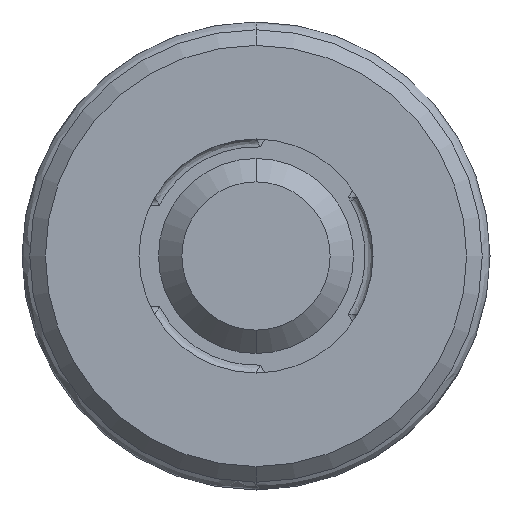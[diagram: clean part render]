
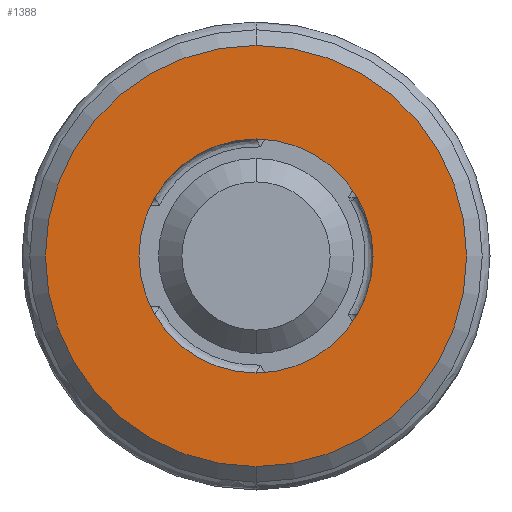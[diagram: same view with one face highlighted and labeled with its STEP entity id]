
A CAD part, front view. The second image highlights one B-rep face of the part: STEP entity #1388.
In plain terms, the highlighted planar face has unit normal (0, -1, 0).
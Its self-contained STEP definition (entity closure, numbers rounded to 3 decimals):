
#872 = VERTEX_POINT ( 'NONE', #2492 ) ;
#873 = VERTEX_POINT ( 'NONE', #2493 ) ;
#874 = VERTEX_POINT ( 'NONE', #2494 ) ;
#875 = VERTEX_POINT ( 'NONE', #2495 ) ;
#1366 = EDGE_CURVE ( 'NONE', #872, #873, #3305, .T. ) ;
#1369 = EDGE_CURVE ( 'NONE', #874, #875, #3310, .T. ) ;
#1372 = EDGE_CURVE ( 'NONE', #875, #874, #3315, .T. ) ;
#1374 = EDGE_CURVE ( 'NONE', #873, #872, #3308, .T. ) ;
#1388 = ADVANCED_FACE ( 'NONE', ( #3477, #3478 ), #3937, .F. ) ;
#1431 = EDGE_LOOP ( 'NONE', ( #1855, #1856 ) ) ;
#1432 = EDGE_LOOP ( 'NONE', ( #1857, #1858 ) ) ;
#1855 = ORIENTED_EDGE ( 'NONE', *, *, #1369, .F. ) ;
#1856 = ORIENTED_EDGE ( 'NONE', *, *, #1372, .F. ) ;
#1857 = ORIENTED_EDGE ( 'NONE', *, *, #1366, .F. ) ;
#1858 = ORIENTED_EDGE ( 'NONE', *, *, #1374, .F. ) ;
#2492 = CARTESIAN_POINT ( 'NONE',  ( 0., -2.9, 2.7 ) ) ;
#2493 = CARTESIAN_POINT ( 'NONE',  ( 0., -2.9, -2.7 ) ) ;
#2494 = CARTESIAN_POINT ( 'NONE',  ( 0., -2.9, 1.5 ) ) ;
#2495 = CARTESIAN_POINT ( 'NONE',  ( 0., -2.9, -1.5 ) ) ;
#3305 = CIRCLE ( 'NONE', #3307, 2.7 ) ;
#3307 = AXIS2_PLACEMENT_3D ( 'NONE', #3860, #3861, #3862 ) ;
#3308 = CIRCLE ( 'NONE', #3321, 2.7 ) ;
#3310 = CIRCLE ( 'NONE', #3312, 1.5 ) ;
#3312 = AXIS2_PLACEMENT_3D ( 'NONE', #3867, #3868, #3869 ) ;
#3315 = CIRCLE ( 'NONE', #3317, 1.5 ) ;
#3317 = AXIS2_PLACEMENT_3D ( 'NONE', #3875, #3876, #3877 ) ;
#3321 = AXIS2_PLACEMENT_3D ( 'NONE', #3881, #3882, #3883 ) ;
#3341 = AXIS2_PLACEMENT_3D ( 'NONE', #3938, #3939, #3940 ) ;
#3477 = FACE_BOUND ( 'NONE', #1431, .T. ) ;
#3478 = FACE_OUTER_BOUND ( 'NONE', #1432, .T. ) ;
#3860 = CARTESIAN_POINT ( 'NONE',  ( 0., -2.9, 0. ) ) ;
#3861 = DIRECTION ( 'NONE',  ( 0., 1., 0. ) ) ;
#3862 = DIRECTION ( 'NONE',  ( 0., 0., 1. ) ) ;
#3867 = CARTESIAN_POINT ( 'NONE',  ( 0., -2.9, 0. ) ) ;
#3868 = DIRECTION ( 'NONE',  ( 0., -1., 0. ) ) ;
#3869 = DIRECTION ( 'NONE',  ( 0., 0., 1. ) ) ;
#3875 = CARTESIAN_POINT ( 'NONE',  ( 0., -2.9, 0. ) ) ;
#3876 = DIRECTION ( 'NONE',  ( 0., -1., 0. ) ) ;
#3877 = DIRECTION ( 'NONE',  ( 0., 0., 1. ) ) ;
#3881 = CARTESIAN_POINT ( 'NONE',  ( 0., -2.9, 0. ) ) ;
#3882 = DIRECTION ( 'NONE',  ( 0., 1., 0. ) ) ;
#3883 = DIRECTION ( 'NONE',  ( 0., 0., 1. ) ) ;
#3937 = PLANE ( 'NONE',  #3341 ) ;
#3938 = CARTESIAN_POINT ( 'NONE',  ( -3.573, -2.9, 5. ) ) ;
#3939 = DIRECTION ( 'NONE',  ( 0., 1., 0. ) ) ;
#3940 = DIRECTION ( 'NONE',  ( 0., 0., 1. ) ) ;
